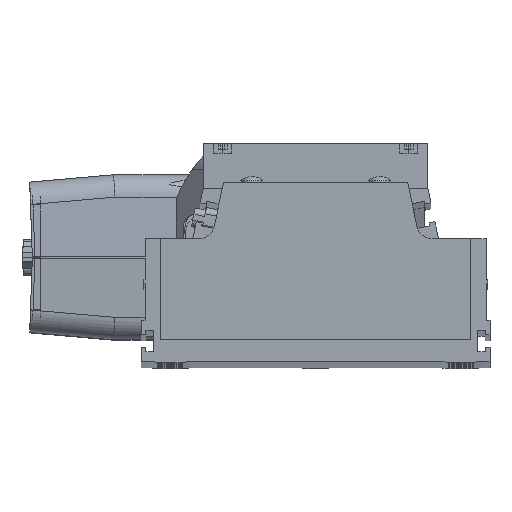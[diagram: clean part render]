
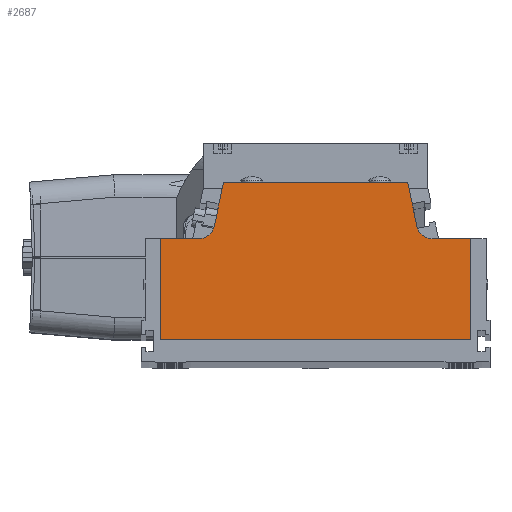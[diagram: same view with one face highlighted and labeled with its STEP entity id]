
A CAD part, top view. The second image highlights one B-rep face of the part: STEP entity #2687.
In plain terms, the highlighted planar face has unit normal (0, 0, 1).
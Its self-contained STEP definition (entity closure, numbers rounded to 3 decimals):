
#104 = CARTESIAN_POINT ( 'NONE',  ( 30.049, 7., 972.5 ) ) ;
#1633 = FACE_OUTER_BOUND ( 'NONE', #19349, .T. ) ;
#2006 = DIRECTION ( 'NONE',  ( 1., 0., 0. ) ) ;
#2273 = CARTESIAN_POINT ( 'NONE',  ( -40., 3., 972.5 ) ) ;
#2445 = CIRCLE ( 'NONE', #33517, 4. ) ;
#2687 = ADVANCED_FACE ( 'NONE', ( #1633 ), #12975, .F. ) ;
#3425 = DIRECTION ( 'NONE',  ( 0., -1., 0. ) ) ;
#3510 = VERTEX_POINT ( 'NONE', #8599 ) ;
#3811 = VERTEX_POINT ( 'NONE', #10574 ) ;
#5052 = VERTEX_POINT ( 'NONE', #2273 ) ;
#5993 = VECTOR ( 'NONE', #33671, 1000. ) ;
#6256 = CARTESIAN_POINT ( 'NONE',  ( -40., 3., 972.5 ) ) ;
#7271 = VERTEX_POINT ( 'NONE', #32408 ) ;
#8559 = DIRECTION ( 'NONE',  ( -1., 0., 0. ) ) ;
#8599 = CARTESIAN_POINT ( 'NONE',  ( 23.784, 17.45, 972.5 ) ) ;
#8959 = VERTEX_POINT ( 'NONE', #20122 ) ;
#9760 = EDGE_CURVE ( 'NONE', #3811, #27345, #30951, .T. ) ;
#9782 = VECTOR ( 'NONE', #13132, 1000. ) ;
#9936 = DIRECTION ( 'NONE',  ( -1., 0., 0. ) ) ;
#10184 = CARTESIAN_POINT ( 'NONE',  ( -26.133, 6.184, 972.5 ) ) ;
#10574 = CARTESIAN_POINT ( 'NONE',  ( 40., -23.13, 972.5 ) ) ;
#11101 = DIRECTION ( 'NONE',  ( 0., 0., -1. ) ) ;
#11231 = LINE ( 'NONE', #24918, #15830 ) ;
#11542 = ORIENTED_EDGE ( 'NONE', *, *, #21311, .F. ) ;
#11709 = CARTESIAN_POINT ( 'NONE',  ( -40., -23.13, 972.5 ) ) ;
#11721 = ORIENTED_EDGE ( 'NONE', *, *, #18808, .T. ) ;
#11850 = ORIENTED_EDGE ( 'NONE', *, *, #14170, .T. ) ;
#11896 = LINE ( 'NONE', #17834, #21291 ) ;
#12125 = EDGE_CURVE ( 'NONE', #32391, #3811, #17034, .T. ) ;
#12344 = ORIENTED_EDGE ( 'NONE', *, *, #12125, .F. ) ;
#12975 = PLANE ( 'NONE',  #13938 ) ;
#13132 = DIRECTION ( 'NONE',  ( 0.204, -0.979, 0. ) ) ;
#13650 = CIRCLE ( 'NONE', #34378, 4. ) ;
#13938 = AXIS2_PLACEMENT_3D ( 'NONE', #23805, #34592, #9936 ) ;
#13990 = EDGE_CURVE ( 'NONE', #3510, #20572, #28996, .T. ) ;
#14170 = EDGE_CURVE ( 'NONE', #8959, #5052, #19957, .T. ) ;
#15035 = EDGE_CURVE ( 'NONE', #5052, #27345, #11896, .T. ) ;
#15573 = DIRECTION ( 'NONE',  ( -1., 0., 0. ) ) ;
#15830 = VECTOR ( 'NONE', #18985, 1000. ) ;
#15860 = CARTESIAN_POINT ( 'NONE',  ( -40., -23.13, 972.5 ) ) ;
#16187 = ORIENTED_EDGE ( 'NONE', *, *, #16816, .F. ) ;
#16816 = EDGE_CURVE ( 'NONE', #29425, #23067, #11231, .T. ) ;
#17034 = LINE ( 'NONE', #30709, #32765 ) ;
#17785 = DIRECTION ( 'NONE',  ( 0., 0., -1. ) ) ;
#17834 = CARTESIAN_POINT ( 'NONE',  ( -40., 84.488, 972.5 ) ) ;
#18304 = VECTOR ( 'NONE', #2006, 1000. ) ;
#18808 = EDGE_CURVE ( 'NONE', #29425, #8959, #13650, .T. ) ;
#18985 = DIRECTION ( 'NONE',  ( 0.204, 0.979, 0. ) ) ;
#19105 = ORIENTED_EDGE ( 'NONE', *, *, #9760, .F. ) ;
#19191 = EDGE_CURVE ( 'NONE', #32391, #7271, #34131, .T. ) ;
#19349 = EDGE_LOOP ( 'NONE', ( #12344, #21294, #23986, #28121, #11542, #16187, #11721, #11850, #32981, #19105 ) ) ;
#19565 = DIRECTION ( 'NONE',  ( 0., -1., 0. ) ) ;
#19957 = LINE ( 'NONE', #6256, #30983 ) ;
#20122 = CARTESIAN_POINT ( 'NONE',  ( -30.049, 3., 972.5 ) ) ;
#20572 = VERTEX_POINT ( 'NONE', #33915 ) ;
#21291 = VECTOR ( 'NONE', #3425, 1000. ) ;
#21294 = ORIENTED_EDGE ( 'NONE', *, *, #19191, .T. ) ;
#21311 = EDGE_CURVE ( 'NONE', #23067, #3510, #34275, .T. ) ;
#23067 = VERTEX_POINT ( 'NONE', #31123 ) ;
#23333 = CARTESIAN_POINT ( 'NONE',  ( -40., 3., 972.5 ) ) ;
#23805 = CARTESIAN_POINT ( 'NONE',  ( -40., 84.488, 972.5 ) ) ;
#23986 = ORIENTED_EDGE ( 'NONE', *, *, #28871, .T. ) ;
#24918 = CARTESIAN_POINT ( 'NONE',  ( -26.797, 3., 972.5 ) ) ;
#25714 = DIRECTION ( 'NONE',  ( -1., 0., 0. ) ) ;
#26650 = CARTESIAN_POINT ( 'NONE',  ( 23.784, 17.45, 972.5 ) ) ;
#27345 = VERTEX_POINT ( 'NONE', #15860 ) ;
#28121 = ORIENTED_EDGE ( 'NONE', *, *, #13990, .F. ) ;
#28616 = VECTOR ( 'NONE', #15573, 1000. ) ;
#28871 = EDGE_CURVE ( 'NONE', #7271, #20572, #2445, .T. ) ;
#28996 = LINE ( 'NONE', #26650, #9782 ) ;
#29425 = VERTEX_POINT ( 'NONE', #10184 ) ;
#29466 = DIRECTION ( 'NONE',  ( -1., 0., 0. ) ) ;
#30113 = CARTESIAN_POINT ( 'NONE',  ( 40., 3., 972.5 ) ) ;
#30709 = CARTESIAN_POINT ( 'NONE',  ( 40., 84.488, 972.5 ) ) ;
#30951 = LINE ( 'NONE', #11709, #5993 ) ;
#30983 = VECTOR ( 'NONE', #25714, 1000. ) ;
#31123 = CARTESIAN_POINT ( 'NONE',  ( -23.784, 17.45, 972.5 ) ) ;
#31911 = CARTESIAN_POINT ( 'NONE',  ( -23.784, 17.45, 972.5 ) ) ;
#32391 = VERTEX_POINT ( 'NONE', #30113 ) ;
#32408 = CARTESIAN_POINT ( 'NONE',  ( 30.049, 3., 972.5 ) ) ;
#32765 = VECTOR ( 'NONE', #19565, 1000. ) ;
#32981 = ORIENTED_EDGE ( 'NONE', *, *, #15035, .T. ) ;
#33517 = AXIS2_PLACEMENT_3D ( 'NONE', #104, #11101, #8559 ) ;
#33671 = DIRECTION ( 'NONE',  ( -1., 0., 0. ) ) ;
#33915 = CARTESIAN_POINT ( 'NONE',  ( 26.133, 6.184, 972.5 ) ) ;
#34131 = LINE ( 'NONE', #23333, #28616 ) ;
#34174 = CARTESIAN_POINT ( 'NONE',  ( -30.049, 7., 972.5 ) ) ;
#34275 = LINE ( 'NONE', #31911, #18304 ) ;
#34378 = AXIS2_PLACEMENT_3D ( 'NONE', #34174, #17785, #29466 ) ;
#34592 = DIRECTION ( 'NONE',  ( 0., 0., -1. ) ) ;
